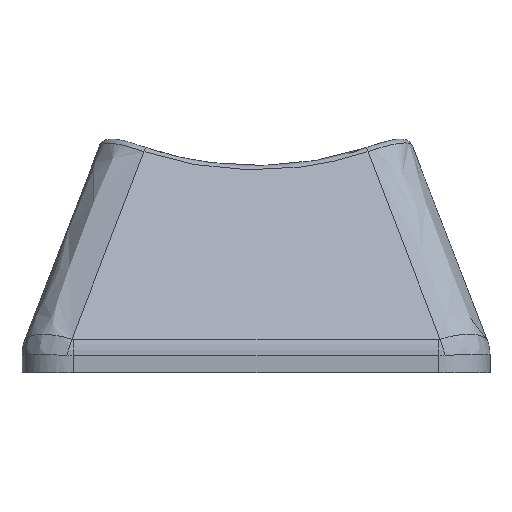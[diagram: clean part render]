
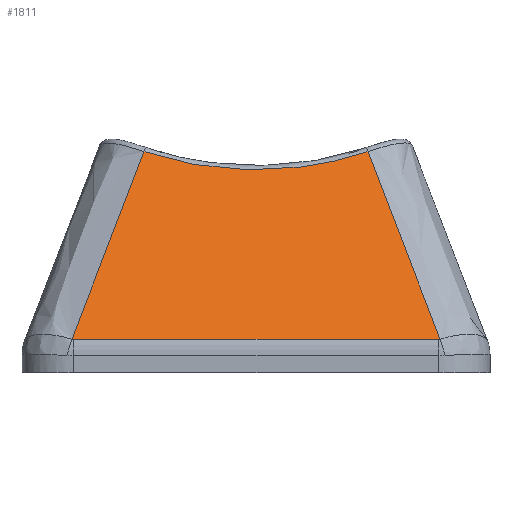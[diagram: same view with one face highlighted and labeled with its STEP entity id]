
A CAD part, front view. The second image highlights one B-rep face of the part: STEP entity #1811.
In plain terms, the highlighted planar face has unit normal (0, -0.906, 0.424).
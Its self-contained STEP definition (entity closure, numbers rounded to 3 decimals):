
#14=PLANE('',#1906);
#41=LINE('',#3783,#97);
#97=VECTOR('',#1980,10.);
#164=ELLIPSE('',#1888,1.179,0.5);
#166=ELLIPSE('',#1893,1.179,0.5);
#242=FACE_OUTER_BOUND('',#335,.T.);
#335=EDGE_LOOP('',(#1420,#1421,#1422,#1423,#1424,#1425));
#540=B_SPLINE_CURVE_WITH_KNOTS('',3,(#4228,#4229,#4230,#4231),
 .UNSPECIFIED.,.F.,.F.,(4,4),(-0.929,-0.078),
 .UNSPECIFIED.);
#542=B_SPLINE_CURVE_WITH_KNOTS('',3,(#4239,#4240,#4241,#4242),
 .UNSPECIFIED.,.F.,.F.,(4,4),(0.078,0.929),
 .UNSPECIFIED.);
#543=B_SPLINE_CURVE_WITH_KNOTS('',3,(#4243,#4244,#4245,#4246),
 .UNSPECIFIED.,.F.,.F.,(4,4),(-0.888,0.),.UNSPECIFIED.);
#715=VERTEX_POINT('',#3739);
#719=VERTEX_POINT('',#3773);
#721=VERTEX_POINT('',#3779);
#723=VERTEX_POINT('',#3800);
#749=VERTEX_POINT('',#4227);
#750=VERTEX_POINT('',#4238);
#949=EDGE_CURVE('',#715,#719,#164,.T.);
#952=EDGE_CURVE('',#719,#721,#41,.T.);
#955=EDGE_CURVE('',#721,#723,#166,.T.);
#994=EDGE_CURVE('',#723,#749,#540,.T.);
#996=EDGE_CURVE('',#750,#715,#542,.T.);
#997=EDGE_CURVE('',#749,#750,#543,.T.);
#1420=ORIENTED_EDGE('',*,*,#955,.F.);
#1421=ORIENTED_EDGE('',*,*,#952,.F.);
#1422=ORIENTED_EDGE('',*,*,#949,.F.);
#1423=ORIENTED_EDGE('',*,*,#996,.F.);
#1424=ORIENTED_EDGE('',*,*,#997,.F.);
#1425=ORIENTED_EDGE('',*,*,#994,.F.);
#1811=ADVANCED_FACE('',(#242),#14,.T.);
#1888=AXIS2_PLACEMENT_3D('',#3777,#1973,#1974);
#1893=AXIS2_PLACEMENT_3D('',#3804,#1985,#1986);
#1906=AXIS2_PLACEMENT_3D('',#4237,#2013,#2014);
#1973=DIRECTION('center_axis',(0.,0.906,-0.424));
#1974=DIRECTION('ref_axis',(0.,-0.424,-0.906));
#1980=DIRECTION('',(-1.,0.,0.));
#1985=DIRECTION('center_axis',(0.,0.906,-0.424));
#1986=DIRECTION('ref_axis',(0.,-0.424,-0.906));
#2013=DIRECTION('center_axis',(0.,-0.906,
0.424));
#2014=DIRECTION('ref_axis',(0.,-0.424,-0.906));
#3739=CARTESIAN_POINT('',(7.145,-8.935,0.311));
#3773=CARTESIAN_POINT('',(7.081,-8.939,0.302));
#3777=CARTESIAN_POINT('Origin',(7.081,-8.439,1.37));
#3779=CARTESIAN_POINT('',(-7.08,-8.939,0.302));
#3783=CARTESIAN_POINT('',(7.525,-8.939,0.302));
#3800=CARTESIAN_POINT('',(-7.145,-8.935,0.311));
#3804=CARTESIAN_POINT('Origin',(-7.08,-8.439,1.37));
#4227=CARTESIAN_POINT('',(-4.347,-5.527,7.588));
#4228=CARTESIAN_POINT('Ctrl Pts',(-7.145,-8.935,0.311));
#4229=CARTESIAN_POINT('Ctrl Pts',(-6.22,-7.798,2.739));
#4230=CARTESIAN_POINT('Ctrl Pts',(-5.289,-6.662,5.165));
#4231=CARTESIAN_POINT('Ctrl Pts',(-4.347,-5.527,7.588));
#4237=CARTESIAN_POINT('Origin',(5.969,-5.088,8.527));
#4238=CARTESIAN_POINT('',(4.347,-5.527,7.588));
#4239=CARTESIAN_POINT('Ctrl Pts',(4.347,-5.527,7.588));
#4240=CARTESIAN_POINT('Ctrl Pts',(5.289,-6.662,5.165));
#4241=CARTESIAN_POINT('Ctrl Pts',(6.22,-7.798,2.739));
#4242=CARTESIAN_POINT('Ctrl Pts',(7.145,-8.935,0.311));
#4243=CARTESIAN_POINT('Ctrl Pts',(-4.347,-5.527,7.588));
#4244=CARTESIAN_POINT('Ctrl Pts',(-1.575,-5.969,6.645));
#4245=CARTESIAN_POINT('Ctrl Pts',(1.575,-5.969,6.645));
#4246=CARTESIAN_POINT('Ctrl Pts',(4.347,-5.527,7.588));
